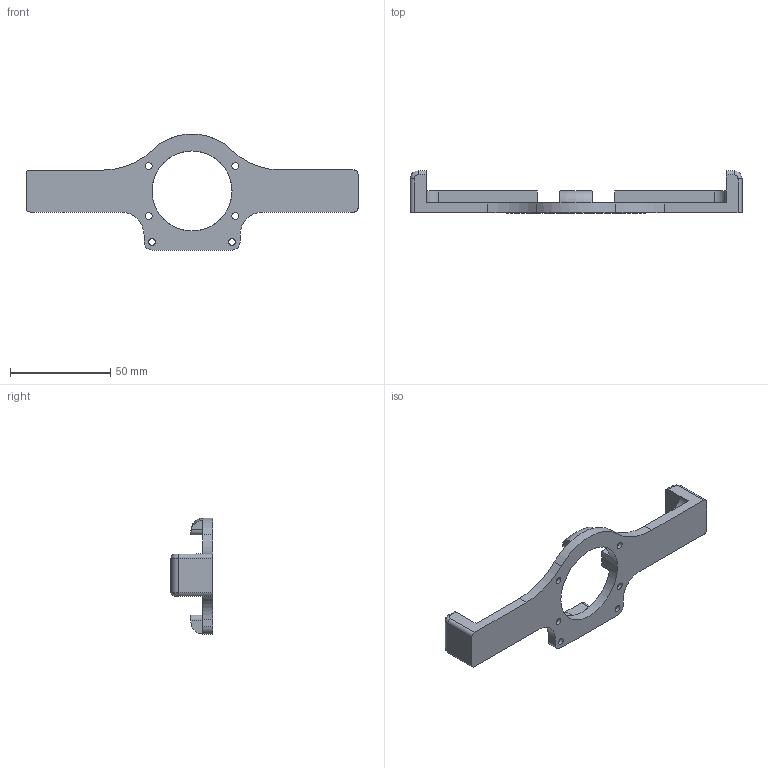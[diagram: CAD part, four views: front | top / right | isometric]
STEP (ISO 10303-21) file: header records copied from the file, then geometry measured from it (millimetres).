
FILE_DESCRIPTION(/* description */ (''),/* implementation_level */ '2;1');
FILE_NAME(/* name */ 'frame_v0.1.0.step',/* time_stamp */ '2025-09-23T15:36:05+02:00',/* author */ (''),/* organization */ (''),/* preprocessor_version */ 'ST-DEVELOPER v20.1',/* originating_system */ 'Autodesk Translation Framework v14.10.0.0',/* authorisation */ '');
FILE_SCHEMA (('AUTOMOTIVE_DESIGN { 1 0 10303 214 3 1 1 }'));
Length unit declared in the file: millimetre
Products named in the file (1): Mount v0.2
Bounding box: 166 x 21 x 58 mm (x, y, z)
Volume: 31646.3 mm3; surface area: 14533 mm2
Topology: 1 solids, 1 shells, 92 faces, 225 edges, 144 vertices
Faces by surface type: cylinder 45, plane 42, bspline 4, torus 1
Full cylindrical faces by diameter (mm): 3.4 x6, 4.2 x4, 6 x6, 40 x1
Entity records: 2861 total; most frequent: CARTESIAN_POINT 570, DIRECTION 494, ORIENTED_EDGE 450, EDGE_CURVE 225, AXIS2_PLACEMENT_3D 188, VERTEX_POINT 144, LINE 118, VECTOR 118
